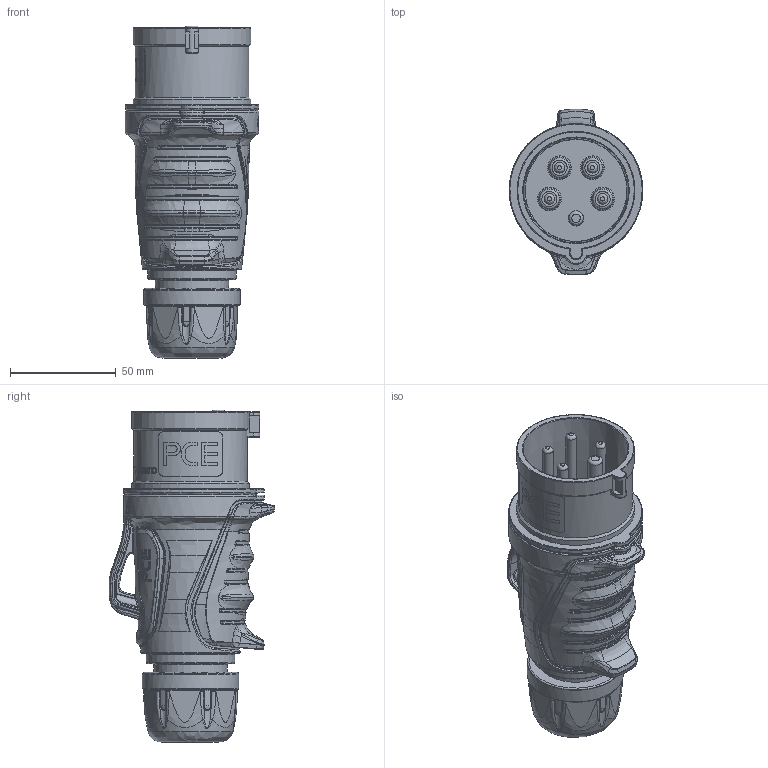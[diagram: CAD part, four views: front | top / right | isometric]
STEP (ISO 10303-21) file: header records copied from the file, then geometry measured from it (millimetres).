
FILE_DESCRIPTION (( 'STEP AP203' ), '1' );
FILE_NAME ('0153, 0153TT, 70153, 70153TT.STEP', '2018-01-29T06:51:32', ( '' ), ( '' ), 'SwSTEP 2.0', 'SolidWorks 2016', '' );
FILE_SCHEMA (( 'CONFIG_CONTROL_DESIGN' ));
Products named in the file (1): 0153, 0153TT, 70153, 70153TT
Bounding box: 63.3 x 78.59 x 157.3 mm (x, y, z)
Volume: 271509.7 mm3; surface area: 45161.4 mm2
Topology: 1 solids, 1 shells, 1892 faces, 4624 edges, 2755 vertices
Faces by surface type: bspline 1365, plane 274, cylinder 205, cone 48
Full cylindrical faces by diameter (mm): 5 x4, 7 x1, 16.4 x1, 42 x1, 45.6 x1, 53.727 x1, 55.8 x1, 62.3 x1
Entity records: 103835 total; most frequent: CARTESIAN_POINT 69865, ORIENTED_EDGE 8996, EDGE_CURVE 4498, DIRECTION 4289, VERTEX_POINT 2715, B_SPLINE_CURVE_WITH_KNOTS 2340, EDGE_LOOP 1997, FACE_OUTER_BOUND 1932
